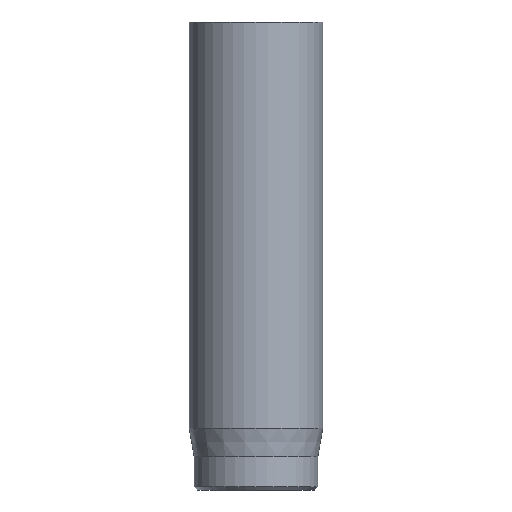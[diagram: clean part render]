
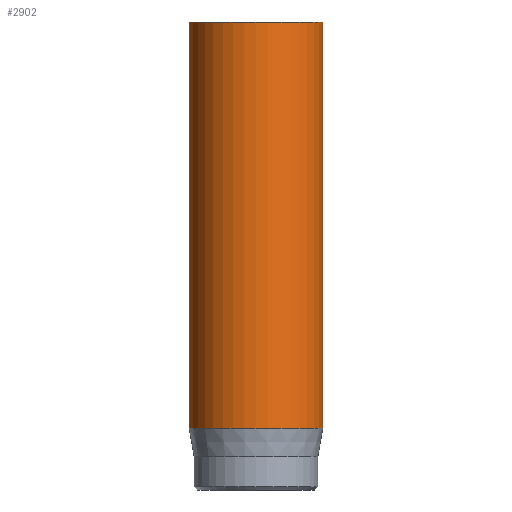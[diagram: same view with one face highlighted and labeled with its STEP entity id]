
A CAD part, front view. The second image highlights one B-rep face of the part: STEP entity #2902.
In plain terms, the highlighted cylindrical face has radius 2 mm (diameter 4 mm), a full revolution.
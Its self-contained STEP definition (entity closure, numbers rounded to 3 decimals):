
#44=CYLINDRICAL_SURFACE('',#3038,2.);
#47=CIRCLE('',#3009,2.);
#61=CIRCLE('',#3036,2.);
#62=CIRCLE('',#3037,2.);
#281=FACE_OUTER_BOUND('',#458,.T.);
#458=EDGE_LOOP('',(#2547,#2548,#2549,#2550,#2551));
#647=LINE('',#5591,#844);
#844=VECTOR('',#3367,2.);
#1314=VERTEX_POINT('',#5537);
#1328=VERTEX_POINT('',#5585);
#1329=VERTEX_POINT('',#5586);
#1720=EDGE_CURVE('',#1314,#1314,#47,.T.);
#1741=EDGE_CURVE('',#1328,#1329,#61,.T.);
#1742=EDGE_CURVE('',#1329,#1328,#62,.T.);
#1744=EDGE_CURVE('',#1314,#1328,#647,.T.);
#2547=ORIENTED_EDGE('',*,*,#1720,.T.);
#2548=ORIENTED_EDGE('',*,*,#1744,.T.);
#2549=ORIENTED_EDGE('',*,*,#1741,.T.);
#2550=ORIENTED_EDGE('',*,*,#1742,.T.);
#2551=ORIENTED_EDGE('',*,*,#1744,.F.);
#2902=ADVANCED_FACE('',(#281),#44,.T.);
#3009=AXIS2_PLACEMENT_3D('',#5538,#3299,#3300);
#3036=AXIS2_PLACEMENT_3D('',#5587,#3360,#3361);
#3037=AXIS2_PLACEMENT_3D('',#5588,#3362,#3363);
#3038=AXIS2_PLACEMENT_3D('',#5590,#3365,#3366);
#3299=DIRECTION('center_axis',(0.,0.,-1.));
#3300=DIRECTION('ref_axis',(-1.,0.,0.));
#3360=DIRECTION('center_axis',(0.,0.,1.));
#3361=DIRECTION('ref_axis',(-1.,0.,0.));
#3362=DIRECTION('center_axis',(0.,0.,1.));
#3363=DIRECTION('ref_axis',(-1.,0.,0.));
#3365=DIRECTION('center_axis',(0.,0.,1.));
#3366=DIRECTION('ref_axis',(-1.,0.,0.));
#3367=DIRECTION('',(0.,0.,-1.));
#5537=CARTESIAN_POINT('',(2.,0.,14.));
#5538=CARTESIAN_POINT('Origin',(0.,0.,14.));
#5585=CARTESIAN_POINT('',(2.,0.,1.851));
#5586=CARTESIAN_POINT('',(-2.,0.,1.851));
#5587=CARTESIAN_POINT('Origin',(0.,0.,1.851));
#5588=CARTESIAN_POINT('Origin',(0.,0.,1.851));
#5590=CARTESIAN_POINT('Origin',(0.,0.,0.));
#5591=CARTESIAN_POINT('',(2.,0.,0.));
